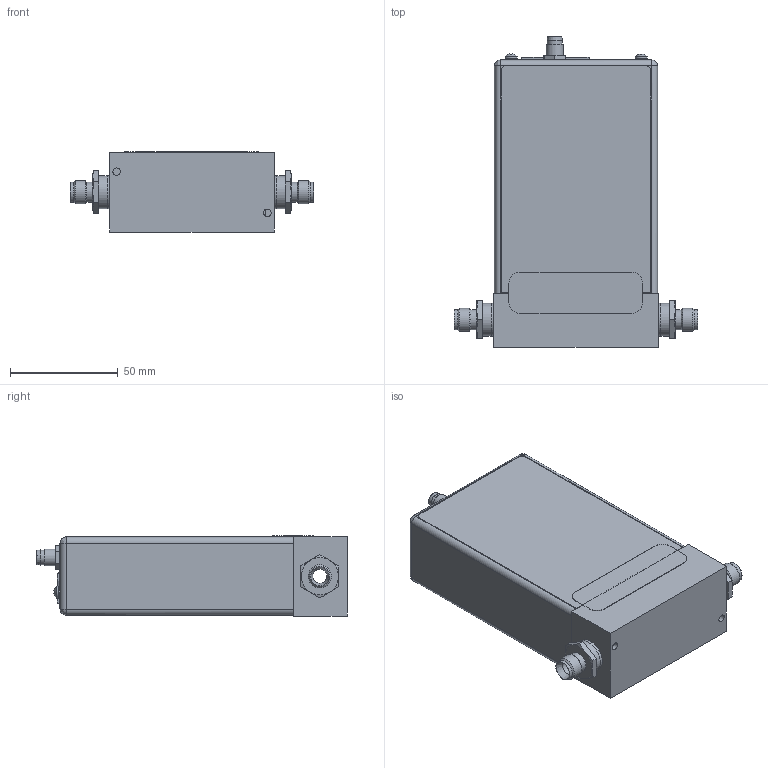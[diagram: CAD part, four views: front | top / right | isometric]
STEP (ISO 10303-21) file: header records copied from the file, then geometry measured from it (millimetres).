
FILE_DESCRIPTION (( 'STEP AP203' ), '1' );
FILE_NAME ('1040814_profinet_1-4_swagelok.STEP', '2018-08-21T15:23:04', ( '' ), ( '' ), 'SwSTEP 2.0', 'SolidWorks 2015', '' );
FILE_SCHEMA (( 'CONFIG_CONTROL_DESIGN' ));
Length unit declared in the file: inch
Products named in the file (1): 1040814_profinet_1-4_swagelok
Bounding box: 112.78 x 143.92 x 37.08 mm (x, y, z)
Surface area: 80933.3 mm2 (no closed solid volume)
Topology: 0 solids, 33 shells, 256 faces, 857 edges, 615 vertices
Faces by surface type: plane 133, cylinder 64, bspline 44, cone 15
Full cylindrical faces by diameter (mm): 0.635 x5, 2.159 x1, 2.362 x1, 2.845 x3, 2.921 x4, 3.302 x4, 3.454 x2, 5.563 x2, 6.35 x2, 6.515 x2, 6.858 x1, 7.747 x1, 9.296 x2, 9.373 x2, 10.668 x2, 15.24 x4
Entity records: 10140 total; most frequent: CARTESIAN_POINT 3264, DIRECTION 1290, ORIENTED_EDGE 1177, EDGE_CURVE 794, VERTEX_POINT 605, LINE 470, VECTOR 470, AXIS2_PLACEMENT_3D 410
